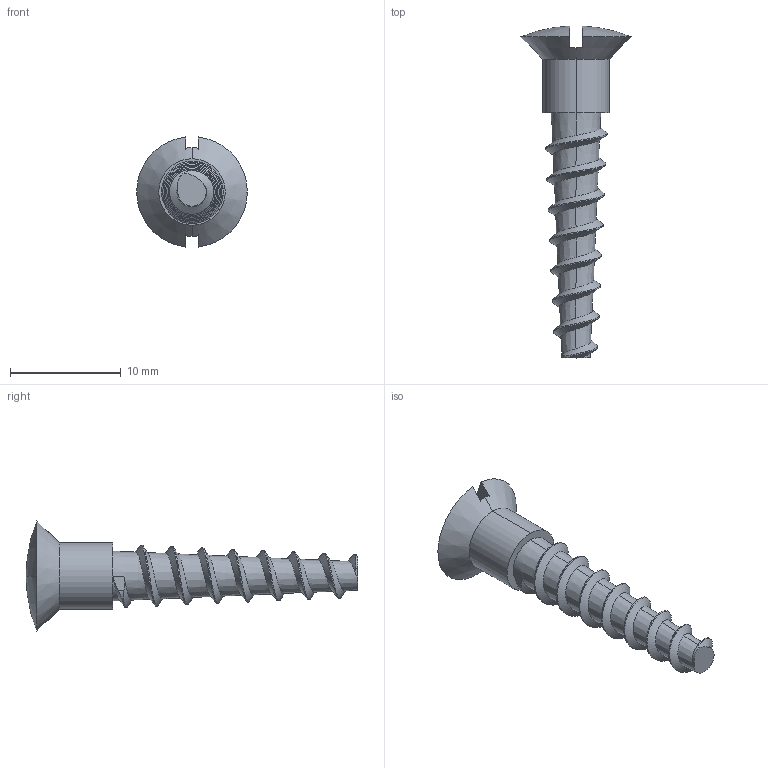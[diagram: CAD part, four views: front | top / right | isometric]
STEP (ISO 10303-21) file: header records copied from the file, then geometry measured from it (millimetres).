
FILE_DESCRIPTION (( 'STEP AP203' ), '1' );
FILE_NAME ('KAR98K- BUTT PLATE SCREW.STEP', '2023-12-20T03:05:09', ( '' ), ( '' ), 'SwSTEP 2.0', 'SolidWorks 2022', '' );
FILE_SCHEMA (( 'CONFIG_CONTROL_DESIGN' ));
Length unit declared in the file: millimetre
Products named in the file (1): KAR98K- BUTT PLATE SCREW
Bounding box: 10 x 29.99 x 9.94 mm (x, y, z)
Volume: 519.5 mm3; surface area: 622.3 mm2
Topology: 1 solids, 1 shells, 38 faces, 101 edges, 66 vertices
Faces by surface type: cone 20, plane 7, bspline 5, sphere 4, cylinder 2
Entity records: 3921 total; most frequent: CARTESIAN_POINT 2995, ORIENTED_EDGE 202, DIRECTION 140, EDGE_CURVE 101, VERTEX_POINT 66, AXIS2_PLACEMENT_3D 57, B_SPLINE_CURVE_WITH_KNOTS 52, EDGE_LOOP 39
